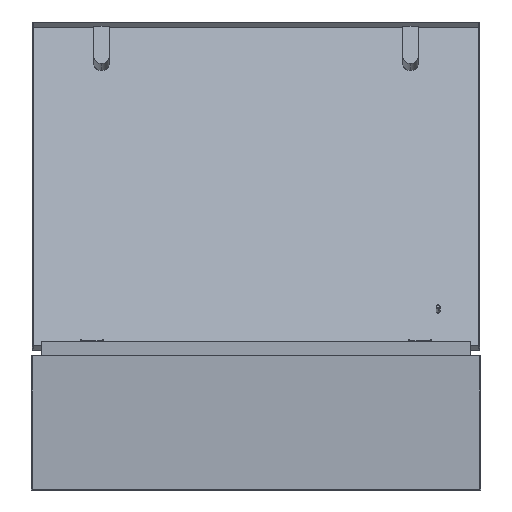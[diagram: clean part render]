
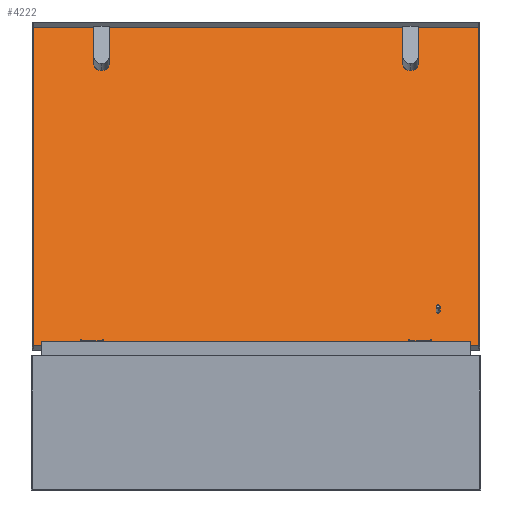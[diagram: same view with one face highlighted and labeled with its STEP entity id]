
A CAD part, left-side view. The second image highlights one B-rep face of the part: STEP entity #4222.
In plain terms, the highlighted face is planar.
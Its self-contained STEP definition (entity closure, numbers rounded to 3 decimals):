
#1 = AXIS2_PLACEMENT_3D ( 'NONE', #4535, #1265, #4565 ) ;
#116 = ORIENTED_EDGE ( 'NONE', *, *, #3108, .F. ) ;
#119 = CIRCLE ( 'NONE', #3842, 11.5 ) ;
#171 = VERTEX_POINT ( 'NONE', #2789 ) ;
#214 = PLANE ( 'NONE',  #6245 ) ;
#224 = EDGE_LOOP ( 'NONE', ( #5474, #6313 ) ) ;
#269 = EDGE_CURVE ( 'NONE', #441, #171, #3874, .T. ) ;
#291 = DIRECTION ( 'NONE',  ( 0., 0., 1. ) ) ;
#345 = DIRECTION ( 'NONE',  ( 1., 0., 0. ) ) ;
#441 = VERTEX_POINT ( 'NONE', #765 ) ;
#479 = AXIS2_PLACEMENT_3D ( 'NONE', #3507, #3581, #345 ) ;
#647 = VERTEX_POINT ( 'NONE', #3307 ) ;
#717 = DIRECTION ( 'NONE',  ( 0., 0., 1. ) ) ;
#727 = CARTESIAN_POINT ( 'NONE',  ( -193.5, 223.5, -1. ) ) ;
#765 = CARTESIAN_POINT ( 'NONE',  ( 247.5, 322.5, -1. ) ) ;
#811 = LINE ( 'NONE', #4480, #6465 ) ;
#844 = CARTESIAN_POINT ( 'NONE',  ( 191.5, -263.5, -1. ) ) ;
#917 = CARTESIAN_POINT ( 'NONE',  ( -182., 223.5, -1. ) ) ;
#921 = CARTESIAN_POINT ( 'NONE',  ( -193.5, -223.5, -1. ) ) ;
#1032 = EDGE_CURVE ( 'NONE', #3421, #647, #3099, .T. ) ;
#1037 = ORIENTED_EDGE ( 'NONE', *, *, #1490, .T. ) ;
#1181 = AXIS2_PLACEMENT_3D ( 'NONE', #4163, #1925, #5779 ) ;
#1220 = VECTOR ( 'NONE', #6702, 1000. ) ;
#1265 = DIRECTION ( 'NONE',  ( 0., 0., -1. ) ) ;
#1268 = DIRECTION ( 'NONE',  ( 1., 0., 0. ) ) ;
#1284 = DIRECTION ( 'NONE',  ( 1., 0., 0. ) ) ;
#1294 = EDGE_CURVE ( 'NONE', #3859, #3050, #4132, .T. ) ;
#1481 = FACE_OUTER_BOUND ( 'NONE', #4653, .T. ) ;
#1490 = EDGE_CURVE ( 'NONE', #647, #3421, #119, .T. ) ;
#1523 = CARTESIAN_POINT ( 'NONE',  ( -247.5, -322.5, -1. ) ) ;
#1925 = DIRECTION ( 'NONE',  ( 0., 0., 1. ) ) ;
#1989 = EDGE_LOOP ( 'NONE', ( #4842, #5653 ) ) ;
#2011 = DIRECTION ( 'NONE',  ( 1., 0., 0. ) ) ;
#2041 = ORIENTED_EDGE ( 'NONE', *, *, #1032, .T. ) ;
#2058 = VERTEX_POINT ( 'NONE', #844 ) ;
#2124 = ORIENTED_EDGE ( 'NONE', *, *, #2450, .F. ) ;
#2306 = ORIENTED_EDGE ( 'NONE', *, *, #2585, .F. ) ;
#2450 = EDGE_CURVE ( 'NONE', #171, #6267, #5355, .T. ) ;
#2585 = EDGE_CURVE ( 'NONE', #6267, #6071, #4246, .T. ) ;
#2666 = DIRECTION ( 'NONE',  ( 1., 0., 0. ) ) ;
#2702 = EDGE_CURVE ( 'NONE', #3050, #3859, #5695, .T. ) ;
#2789 = CARTESIAN_POINT ( 'NONE',  ( -247.5, 322.5, -1. ) ) ;
#2867 = CARTESIAN_POINT ( 'NONE',  ( -205., 223.5, -1. ) ) ;
#2952 = CARTESIAN_POINT ( 'NONE',  ( 247.5, -322.5, -1. ) ) ;
#3050 = VERTEX_POINT ( 'NONE', #2867 ) ;
#3099 = CIRCLE ( 'NONE', #3601, 11.5 ) ;
#3108 = EDGE_CURVE ( 'NONE', #6071, #441, #811, .T. ) ;
#3140 = CIRCLE ( 'NONE', #1, 3. ) ;
#3307 = CARTESIAN_POINT ( 'NONE',  ( -205., -223.5, -1. ) ) ;
#3372 = DIRECTION ( 'NONE',  ( 0., 1., 0. ) ) ;
#3421 = VERTEX_POINT ( 'NONE', #4255 ) ;
#3468 = DIRECTION ( 'NONE',  ( 0., 0., 1. ) ) ;
#3507 = CARTESIAN_POINT ( 'NONE',  ( 188.5, -263.5, -1. ) ) ;
#3543 = VECTOR ( 'NONE', #4612, 1000. ) ;
#3581 = DIRECTION ( 'NONE',  ( 0., 0., -1. ) ) ;
#3601 = AXIS2_PLACEMENT_3D ( 'NONE', #6508, #4849, #2666 ) ;
#3817 = CARTESIAN_POINT ( 'NONE',  ( 0., 322.5, -1. ) ) ;
#3842 = AXIS2_PLACEMENT_3D ( 'NONE', #921, #291, #2011 ) ;
#3859 = VERTEX_POINT ( 'NONE', #917 ) ;
#3874 = LINE ( 'NONE', #3817, #1220 ) ;
#3891 = VECTOR ( 'NONE', #4440, 1000. ) ;
#4132 = CIRCLE ( 'NONE', #5920, 11.5 ) ;
#4163 = CARTESIAN_POINT ( 'NONE',  ( -193.5, 223.5, -1. ) ) ;
#4222 = ADVANCED_FACE ( 'NONE', ( #5761, #5665, #1481, #4633 ), #214, .F. ) ;
#4246 = LINE ( 'NONE', #6274, #3543 ) ;
#4255 = CARTESIAN_POINT ( 'NONE',  ( -182., -223.5, -1. ) ) ;
#4351 = EDGE_CURVE ( 'NONE', #6059, #2058, #6262, .T. ) ;
#4440 = DIRECTION ( 'NONE',  ( 0., -1., 0. ) ) ;
#4480 = CARTESIAN_POINT ( 'NONE',  ( 247.5, 0., -1. ) ) ;
#4535 = CARTESIAN_POINT ( 'NONE',  ( 188.5, -263.5, -1. ) ) ;
#4565 = DIRECTION ( 'NONE',  ( 1., 0., 0. ) ) ;
#4592 = CARTESIAN_POINT ( 'NONE',  ( 185.5, -263.5, -1. ) ) ;
#4612 = DIRECTION ( 'NONE',  ( 1., 0., 0. ) ) ;
#4633 = FACE_BOUND ( 'NONE', #1989, .T. ) ;
#4653 = EDGE_LOOP ( 'NONE', ( #2124, #5255, #116, #2306 ) ) ;
#4842 = ORIENTED_EDGE ( 'NONE', *, *, #6683, .F. ) ;
#4849 = DIRECTION ( 'NONE',  ( 0., 0., 1. ) ) ;
#5255 = ORIENTED_EDGE ( 'NONE', *, *, #269, .F. ) ;
#5355 = LINE ( 'NONE', #6668, #3891 ) ;
#5474 = ORIENTED_EDGE ( 'NONE', *, *, #1294, .T. ) ;
#5653 = ORIENTED_EDGE ( 'NONE', *, *, #4351, .F. ) ;
#5665 = FACE_BOUND ( 'NONE', #224, .T. ) ;
#5680 = CARTESIAN_POINT ( 'NONE',  ( 0., 0., -1. ) ) ;
#5695 = CIRCLE ( 'NONE', #1181, 11.5 ) ;
#5761 = FACE_BOUND ( 'NONE', #6174, .T. ) ;
#5779 = DIRECTION ( 'NONE',  ( 1., 0., 0. ) ) ;
#5920 = AXIS2_PLACEMENT_3D ( 'NONE', #727, #3468, #1284 ) ;
#6059 = VERTEX_POINT ( 'NONE', #4592 ) ;
#6071 = VERTEX_POINT ( 'NONE', #2952 ) ;
#6174 = EDGE_LOOP ( 'NONE', ( #2041, #1037 ) ) ;
#6245 = AXIS2_PLACEMENT_3D ( 'NONE', #5680, #717, #1268 ) ;
#6262 = CIRCLE ( 'NONE', #479, 3. ) ;
#6267 = VERTEX_POINT ( 'NONE', #1523 ) ;
#6274 = CARTESIAN_POINT ( 'NONE',  ( 0., -322.5, -1. ) ) ;
#6313 = ORIENTED_EDGE ( 'NONE', *, *, #2702, .T. ) ;
#6465 = VECTOR ( 'NONE', #3372, 1000. ) ;
#6508 = CARTESIAN_POINT ( 'NONE',  ( -193.5, -223.5, -1. ) ) ;
#6668 = CARTESIAN_POINT ( 'NONE',  ( -247.5, 0., -1. ) ) ;
#6683 = EDGE_CURVE ( 'NONE', #2058, #6059, #3140, .T. ) ;
#6702 = DIRECTION ( 'NONE',  ( -1., 0., 0. ) ) ;
